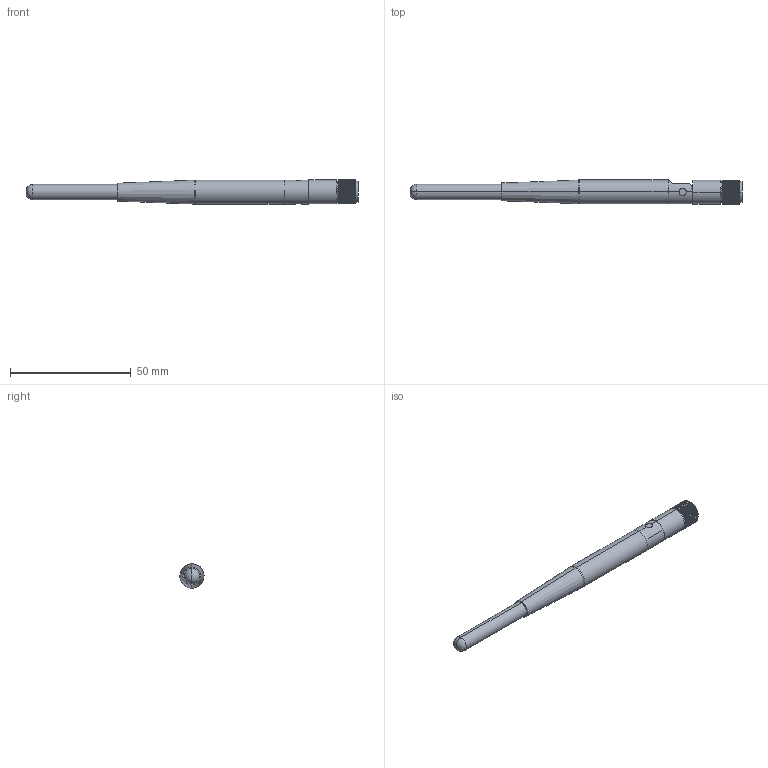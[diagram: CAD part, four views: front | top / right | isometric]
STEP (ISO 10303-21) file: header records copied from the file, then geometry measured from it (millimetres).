
FILE_DESCRIPTION (( 'STEP AP214' ), '1' );
FILE_NAME ('FM51082_3D.step', '2023-01-17T20:50:31', ( '' ), ( '' ), 'SwSTEP 2.0', 'SolidWorks 2022', '' );
FILE_SCHEMA (( 'AUTOMOTIVE_DESIGN' ));
Length unit declared in the file: inch
Products named in the file (4): FM51082_3D; FM51077-RSP_SWIVEL; FM51082-ANTENNA-upper; FM51077-RSP_ANTENNA-lower
Assembly tree (3 placements, depth 2):
  FM51082_3D
    FM51077-RSP_ANTENNA-lower
    FM51077-RSP_SWIVEL
    FM51082-ANTENNA-upper
Bounding box: 137.28 x 9.97 x 10.04 mm (x, y, z)
Volume: 7644.2 mm3; surface area: 4790.5 mm2
Topology: 3 solids, 3 shells, 304 faces, 817 edges, 527 vertices
Faces by surface type: cylinder 146, plane 126, cone 26, torus 6
Entity records: 12751 total; most frequent: CARTESIAN_POINT 1779, DIRECTION 1751, ORIENTED_EDGE 1630, EDGE_CURVE 815, AXIS2_PLACEMENT_3D 633, VERTEX_POINT 527, LINE 485, VECTOR 485
